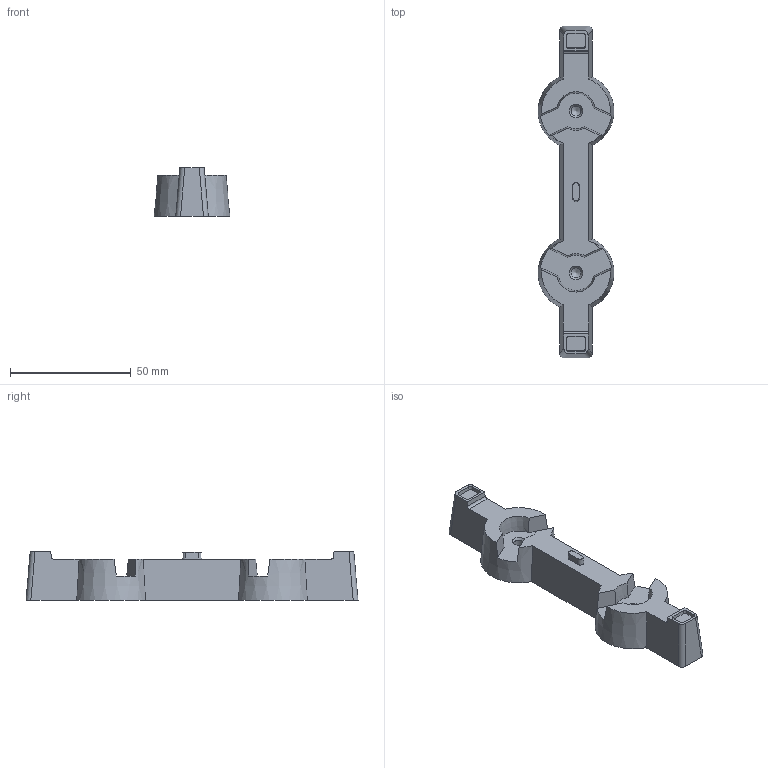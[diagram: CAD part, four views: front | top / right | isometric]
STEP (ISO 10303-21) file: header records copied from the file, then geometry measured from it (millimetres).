
FILE_DESCRIPTION(/* description */ ('','CAx-IF Rec.Pracs.---Representation and Presentation of Product Manufacturing Information (PMI)---4.0---2014-10-13'),/* implementation_level */ '2;1');
FILE_NAME(/* name */ 'keyboard-2-plate v24 - Base Middle.step',/* time_stamp */ '2025-01-20T08:24:41Z',/* author */ (''),/* organization */ (''),/* preprocessor_version */ 'ST-DEVELOPER v20',/* originating_system */ 'Autodesk Translation Framework v13.20.0.188',/* authorisation */ '');
FILE_SCHEMA (('AP242_MANAGED_MODEL_BASED_3D_ENGINEERING_MIM_LF { 1 0 10303 442 1 1 4 }'));
Length unit declared in the file: millimetre
Products named in the file (3): keyboard-2-plate; Base; Base-Feet
Assembly tree (2 placements, depth 3):
  keyboard-2-plate
    Base
      Base-Feet
Bounding box: 31.38 x 137.5 x 20 mm (x, y, z)
Volume: 35692.1 mm3; surface area: 11134.9 mm2
Topology: 1 solids, 1 shells, 69 faces, 188 edges, 124 vertices
Faces by surface type: plane 39, cylinder 16, cone 14
Full cylindrical faces by diameter (mm): 4.2 x2
Entity records: 2220 total; most frequent: CARTESIAN_POINT 432, ORIENTED_EDGE 372, DIRECTION 372, EDGE_CURVE 186, AXIS2_PLACEMENT_3D 136, VERTEX_POINT 124, LINE 100, VECTOR 100
